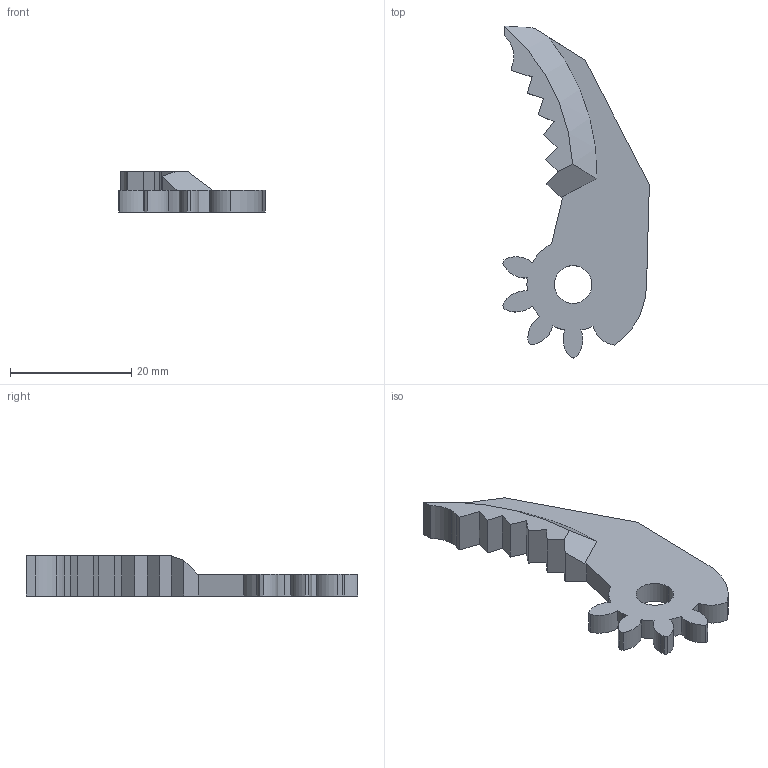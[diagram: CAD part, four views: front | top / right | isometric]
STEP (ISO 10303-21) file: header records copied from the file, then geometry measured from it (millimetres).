
FILE_DESCRIPTION (( 'STEP AP214' ), '1' );
FILE_NAME ('Micro Gripper Right Arm (3D).STEP', '2021-06-04T10:53:06', ( '' ), ( '' ), 'SwSTEP 2.0', 'SolidWorks 2016', '' );
FILE_SCHEMA (( 'AUTOMOTIVE_DESIGN' ));
Length unit declared in the file: millimetre
Products named in the file (2): Micro Gripper Right Arm (3D)
Bounding box: 24.17 x 54.69 x 6.6 mm (x, y, z)
Volume: 3037.7 mm3; surface area: 2317.7 mm2
Topology: 1 solids, 1 shells, 49 faces, 141 edges, 94 vertices
Faces by surface type: cylinder 26, plane 22, cone 1
Entity records: 1686 total; most frequent: CARTESIAN_POINT 298, DIRECTION 293, ORIENTED_EDGE 282, EDGE_CURVE 141, AXIS2_PLACEMENT_3D 105, VERTEX_POINT 94, VECTOR 83, LINE 83
